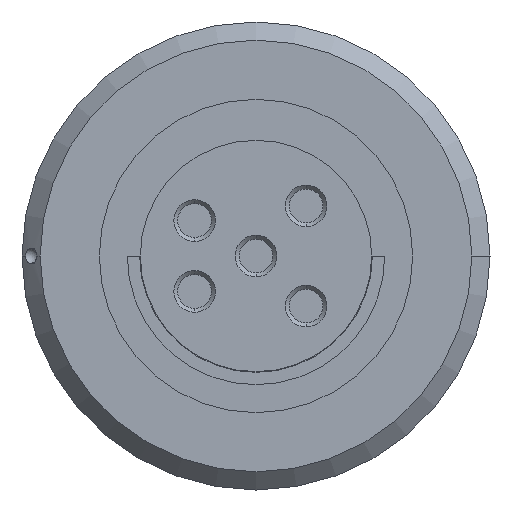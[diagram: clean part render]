
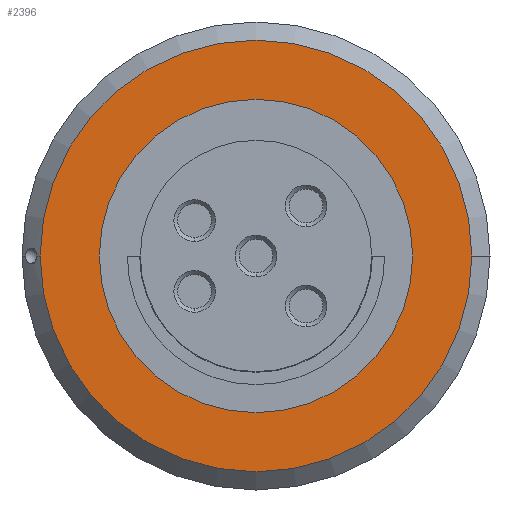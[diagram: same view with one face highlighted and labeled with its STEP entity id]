
A CAD part, left-side view. The second image highlights one B-rep face of the part: STEP entity #2396.
In plain terms, the highlighted planar face has unit normal (-1, 0, 0).
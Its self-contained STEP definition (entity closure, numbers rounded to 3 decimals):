
#127=CARTESIAN_POINT('',(-13.,0.,0.));
#128=DIRECTION('',(-1.,0.,0.));
#129=DIRECTION('',(0.,1.,0.));
#130=AXIS2_PLACEMENT_3D('',#127,#128,#129);
#135=CARTESIAN_POINT('',(-13.,0.,0.));
#136=DIRECTION('',(1.,0.,0.));
#137=DIRECTION('',(0.,1.,0.));
#138=AXIS2_PLACEMENT_3D('',#135,#136,#137);
#143=CARTESIAN_POINT('',(-13.,0.,0.));
#144=DIRECTION('',(-1.,0.,0.));
#145=DIRECTION('',(0.,1.,0.));
#146=AXIS2_PLACEMENT_3D('',#143,#144,#145);
#151=CARTESIAN_POINT('',(-13.,0.,0.));
#152=DIRECTION('',(1.,0.,0.));
#153=DIRECTION('',(0.,1.,0.));
#154=AXIS2_PLACEMENT_3D('',#151,#152,#153);
#2062=CARTESIAN_POINT('',(-13.,6.025,0.));
#2064=VERTEX_POINT('',#2062);
#2070=CARTESIAN_POINT('',(-13.,-8.3,0.));
#2071=VERTEX_POINT('',#2070);
#2072=CARTESIAN_POINT('',(-13.,-6.025,0.));
#2074=VERTEX_POINT('',#2072);
#2076=CARTESIAN_POINT('',(-13.,8.3,0.));
#2077=VERTEX_POINT('',#2076);
#2381=CARTESIAN_POINT('',(-13.,0.,0.));
#2382=DIRECTION('',(1.,0.,0.));
#2383=DIRECTION('',(0.,-1.,0.));
#2384=AXIS2_PLACEMENT_3D('',#2381,#2382,#2383);
#2385=PLANE('',#2384);
#2387=ORIENTED_EDGE('',*,*,#2386,.F.);
#2389=ORIENTED_EDGE('',*,*,#2388,.T.);
#2390=EDGE_LOOP('',(#2387,#2389));
#2391=FACE_OUTER_BOUND('',#2390,.F.);
#2392=ORIENTED_EDGE('',*,*,#2374,.F.);
#2393=ORIENTED_EDGE('',*,*,#2363,.T.);
#2394=EDGE_LOOP('',(#2392,#2393));
#2395=FACE_BOUND('',#2394,.F.);
#131=CIRCLE('',#130,6.025);
#139=CIRCLE('',#138,6.025);
#147=CIRCLE('',#146,8.3);
#155=CIRCLE('',#154,8.3);
#2363=EDGE_CURVE('',#2064,#2074,#131,.T.);
#2374=EDGE_CURVE('',#2064,#2074,#139,.T.);
#2386=EDGE_CURVE('',#2077,#2071,#147,.T.);
#2388=EDGE_CURVE('',#2077,#2071,#155,.T.);
#2396=ADVANCED_FACE('',(#2391,#2395),#2385,.F.);
